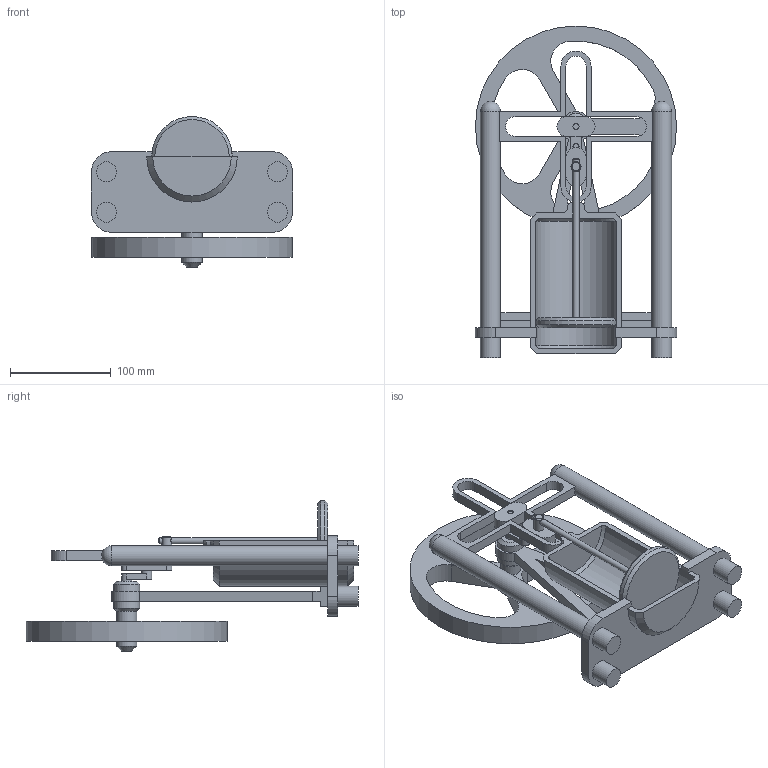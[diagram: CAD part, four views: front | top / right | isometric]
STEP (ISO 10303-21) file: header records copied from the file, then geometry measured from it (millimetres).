
FILE_DESCRIPTION(/* description */ (''),/* implementation_level */ '2;1');
FILE_NAME(/* name */ 'PistonMechanismAssembly.stp',/* time_stamp */ '2024-05-06T19:13:19+05:30',/* author */ ('Rashmi Kulkarni'),/* organization */ (''),/* preprocessor_version */ 'ST-DEVELOPER v20',/* originating_system */ 'Autodesk Inventor 2024',/* authorisation */ '');
FILE_SCHEMA (('AUTOMOTIVE_DESIGN { 1 0 10303 214 3 1 1 }'));
Length unit declared in the file: millimetre
Products named in the file (6): Assembly2; Дет1; Дет3; Дет5; Дет2; Дет4
Assembly tree (6 placements, depth 2):
  Assembly2
    Дет1
    Дет3
    Дет4  x2
    Дет5
    Дет2
Bounding box: 200 x 330 x 150 mm (x, y, z)
Volume: 875128.6 mm3; surface area: 233116.2 mm2
Topology: 6 solids, 6 shells, 191 faces, 462 edges, 303 vertices
Faces by surface type: plane 111, cylinder 65, cone 13, sphere 2
Full cylindrical faces by diameter (mm): 6 x11, 10 x8, 16 x2, 20 x8, 26 x2, 80 x1, 200 x1
Entity records: 5887 total; most frequent: CARTESIAN_POINT 996, DIRECTION 979, ORIENTED_EDGE 884, EDGE_CURVE 442, AXIS2_PLACEMENT_3D 348, VERTEX_POINT 291, LINE 283, VECTOR 283
